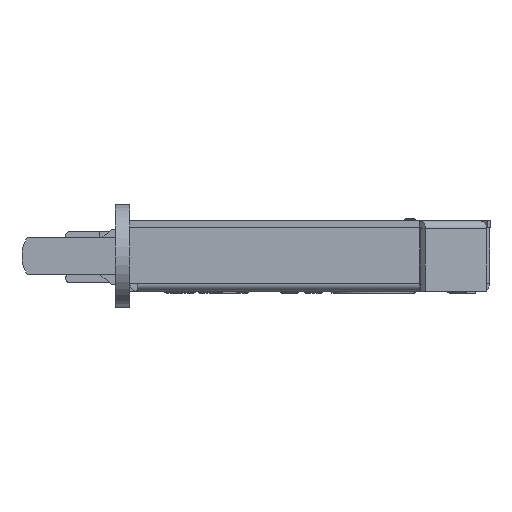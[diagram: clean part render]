
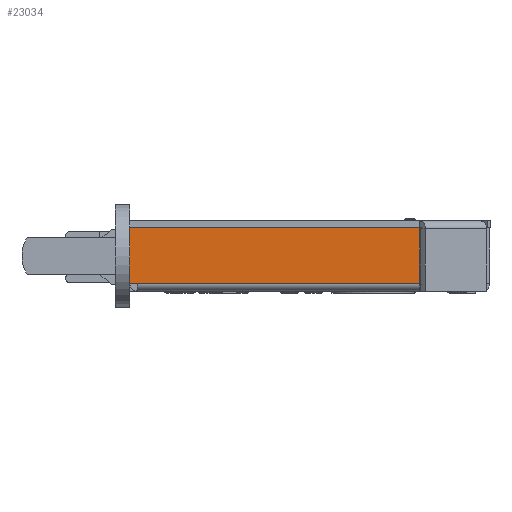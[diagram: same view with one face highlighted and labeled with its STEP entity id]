
A CAD part, front view. The second image highlights one B-rep face of the part: STEP entity #23034.
In plain terms, the highlighted planar face has unit normal (0, -1, 0).
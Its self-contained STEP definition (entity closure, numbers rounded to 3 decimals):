
#376 = CARTESIAN_POINT ( 'NONE',  ( -36.927, -84.873, 176.75 ) ) ;
#746 = LINE ( 'NONE', #16753, #8562 ) ;
#1545 = DIRECTION ( 'NONE',  ( -1., 0., 0. ) ) ;
#1673 = CARTESIAN_POINT ( 'NONE',  ( 23.373, -84.873, 176.75 ) ) ;
#2034 = CARTESIAN_POINT ( 'NONE',  ( 23.373, -84.873, 176.75 ) ) ;
#2279 = VECTOR ( 'NONE', #10668, 1000. ) ;
#2317 = VECTOR ( 'NONE', #1545, 1000. ) ;
#3384 = ORIENTED_EDGE ( 'NONE', *, *, #10003, .F. ) ;
#3682 = ORIENTED_EDGE ( 'NONE', *, *, #16964, .T. ) ;
#3699 = VERTEX_POINT ( 'NONE', #19245 ) ;
#4297 = VERTEX_POINT ( 'NONE', #7267 ) ;
#4339 = DIRECTION ( 'NONE',  ( 0., 0., 1. ) ) ;
#5301 = DIRECTION ( 'NONE',  ( 0., 0., 1. ) ) ;
#5921 = EDGE_CURVE ( 'NONE', #3699, #22278, #746, .T. ) ;
#7267 = CARTESIAN_POINT ( 'NONE',  ( -36.927, -84.873, 164.95 ) ) ;
#8562 = VECTOR ( 'NONE', #4339, 1000. ) ;
#9912 = VECTOR ( 'NONE', #18074, 1000. ) ;
#9975 = FACE_OUTER_BOUND ( 'NONE', #20075, .T. ) ;
#10003 = EDGE_CURVE ( 'NONE', #22825, #4297, #25306, .T. ) ;
#10668 = DIRECTION ( 'NONE',  ( -1., 0., 0. ) ) ;
#11143 = LINE ( 'NONE', #27151, #13142 ) ;
#12256 = VERTEX_POINT ( 'NONE', #1673 ) ;
#13142 = VECTOR ( 'NONE', #14846, 1000. ) ;
#13201 = ORIENTED_EDGE ( 'NONE', *, *, #5921, .F. ) ;
#13376 = EDGE_CURVE ( 'NONE', #4297, #3699, #25899, .T. ) ;
#13733 = CARTESIAN_POINT ( 'NONE',  ( -38.627, -84.873, 176.75 ) ) ;
#14516 = LINE ( 'NONE', #2034, #9912 ) ;
#14846 = DIRECTION ( 'NONE',  ( -1., 0., 0. ) ) ;
#16378 = PLANE ( 'NONE',  #26711 ) ;
#16753 = CARTESIAN_POINT ( 'NONE',  ( -38.627, -84.873, 164.95 ) ) ;
#16964 = EDGE_CURVE ( 'NONE', #12256, #22278, #11143, .T. ) ;
#17328 = EDGE_CURVE ( 'NONE', #22825, #12256, #14516, .T. ) ;
#17337 = CARTESIAN_POINT ( 'NONE',  ( -36.927, -84.873, 164.95 ) ) ;
#18074 = DIRECTION ( 'NONE',  ( 0., 0., 1. ) ) ;
#19245 = CARTESIAN_POINT ( 'NONE',  ( -38.627, -84.873, 164.95 ) ) ;
#20075 = EDGE_LOOP ( 'NONE', ( #3384, #27068, #3682, #13201, #27699 ) ) ;
#21343 = DIRECTION ( 'NONE',  ( 0., 1., 0. ) ) ;
#22278 = VERTEX_POINT ( 'NONE', #13733 ) ;
#22825 = VERTEX_POINT ( 'NONE', #26032 ) ;
#22989 = CARTESIAN_POINT ( 'NONE',  ( -36.927, -84.873, 164.95 ) ) ;
#23034 = ADVANCED_FACE ( 'NONE', ( #9975 ), #16378, .F. ) ;
#25306 = LINE ( 'NONE', #22989, #2279 ) ;
#25899 = LINE ( 'NONE', #17337, #2317 ) ;
#26032 = CARTESIAN_POINT ( 'NONE',  ( 23.373, -84.873, 164.95 ) ) ;
#26711 = AXIS2_PLACEMENT_3D ( 'NONE', #376, #21343, #5301 ) ;
#27068 = ORIENTED_EDGE ( 'NONE', *, *, #17328, .T. ) ;
#27151 = CARTESIAN_POINT ( 'NONE',  ( -36.927, -84.873, 176.75 ) ) ;
#27699 = ORIENTED_EDGE ( 'NONE', *, *, #13376, .F. ) ;
